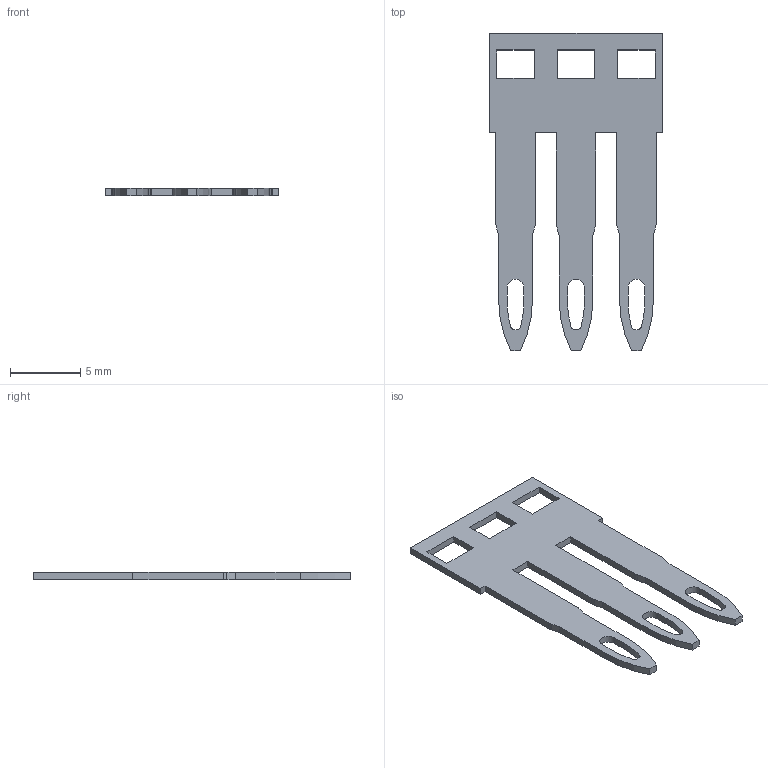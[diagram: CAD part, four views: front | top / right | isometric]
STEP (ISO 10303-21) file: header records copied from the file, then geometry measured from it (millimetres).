
FILE_DESCRIPTION((''),'2;1');
FILE_NAME('PTC0103_ASM','2022-09-23T07:38:41',('klemen.sitar'),('Audax d.o.o.'),'CREO PARAMETRIC BY PTC INC, 2021304','CREO PARAMETRIC BY PTC INC, 2021304','');
FILE_SCHEMA(('AP242_MANAGED_MODEL_BASED_3D_ENGINEERING_MIM_LF { 1 0 10303 442 1 1 4 }'));
Length unit declared in the file: millimetre
Products named in the file (2): PTC0103-26260; PTC0103_ASM
Assembly tree (1 placements, depth 2):
  PTC0103_ASM
    PTC0103-26260
Bounding box: 12.3 x 22.6 x 0.5 mm (x, y, z)
Volume: 86.9 mm3; surface area: 437.6 mm2
Topology: 1 solids, 1 shells, 78 faces, 228 edges, 152 vertices
Faces by surface type: plane 51, cylinder 27
Entity records: 4036 total; most frequent: CARTESIAN_POINT 466, ORIENTED_EDGE 456, DIRECTION 446, PRESENTATION_STYLE_ASSIGNMENT 309, STYLED_ITEM 309, CURVE_STYLE 230, EDGE_CURVE 228, VECTOR 174
